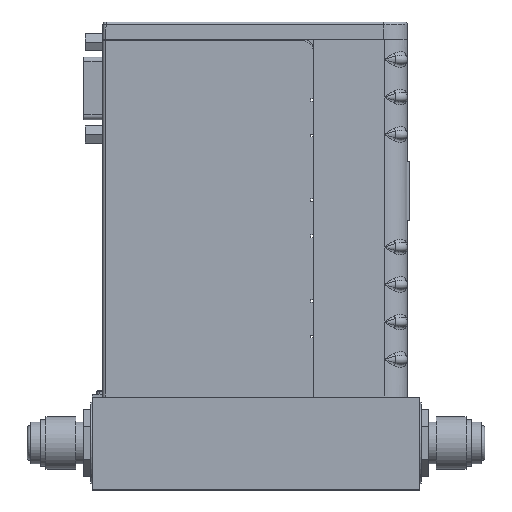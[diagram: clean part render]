
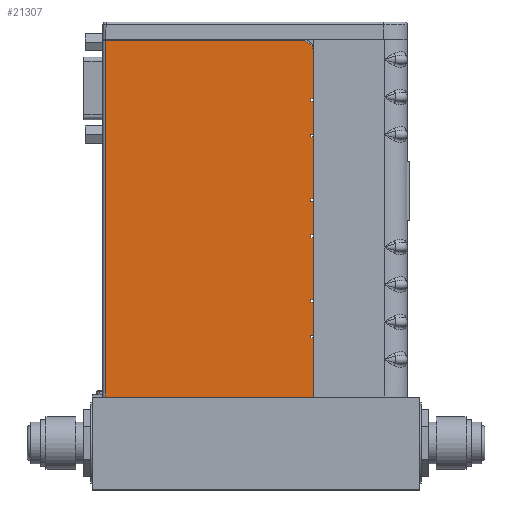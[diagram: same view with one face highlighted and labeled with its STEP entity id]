
A CAD part, top view. The second image highlights one B-rep face of the part: STEP entity #21307.
In plain terms, the highlighted planar face has unit normal (0, 0, 1).
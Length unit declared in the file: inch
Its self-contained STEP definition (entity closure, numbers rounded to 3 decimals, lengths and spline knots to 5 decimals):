
#18581=DIRECTION('',(-1.,0.,0.));
#18582=VECTOR('',#18581,2.091);
#18583=CARTESIAN_POINT('',(2.125,3.8,0.5625));
#18584=LINE('',#18583,#18582);
#18623=DIRECTION('',(1.,0.,0.));
#18624=VECTOR('',#18623,0.03);
#18625=CARTESIAN_POINT('',(2.22,3.185,0.5625));
#18626=LINE('',#18625,#18624);
#18631=DIRECTION('',(1.,0.,0.));
#18632=VECTOR('',#18631,0.03);
#18633=CARTESIAN_POINT('',(2.22,0.63,0.5625));
#18634=LINE('',#18633,#18632);
#18635=DIRECTION('',(0.,-1.,0.));
#18636=VECTOR('',#18635,0.63);
#18637=CARTESIAN_POINT('',(2.25,0.63,0.5625));
#18638=LINE('',#18637,#18636);
#18639=DIRECTION('',(-1.,0.,0.));
#18640=VECTOR('',#18639,2.216);
#18641=CARTESIAN_POINT('',(2.25,0.,0.5625));
#18642=LINE('',#18641,#18640);
#18643=CARTESIAN_POINT('',(2.125,3.675,0.5625));
#18644=DIRECTION('',(0.,0.,-1.));
#18645=DIRECTION('',(0.,1.,0.));
#18646=AXIS2_PLACEMENT_3D('',#18643,#18644,#18645);
#18648=DIRECTION('',(0.,-1.,0.));
#18649=VECTOR('',#18648,0.49);
#18650=CARTESIAN_POINT('',(2.25,3.675,0.5625));
#18651=LINE('',#18650,#18649);
#18652=DIRECTION('',(1.,0.,0.));
#18653=VECTOR('',#18652,0.03);
#18654=CARTESIAN_POINT('',(2.22,3.155,0.5625));
#18655=LINE('',#18654,#18653);
#18656=DIRECTION('',(0.,-1.,0.));
#18657=VECTOR('',#18656,0.35);
#18658=CARTESIAN_POINT('',(2.25,3.155,0.5625));
#18659=LINE('',#18658,#18657);
#18660=DIRECTION('',(1.,0.,0.));
#18661=VECTOR('',#18660,0.03);
#18662=CARTESIAN_POINT('',(2.22,2.775,0.5625));
#18663=LINE('',#18662,#18661);
#18664=DIRECTION('',(0.,-1.,0.));
#18665=VECTOR('',#18664,0.66);
#18666=CARTESIAN_POINT('',(2.25,2.775,0.5625));
#18667=LINE('',#18666,#18665);
#18668=DIRECTION('',(1.,0.,0.));
#18669=VECTOR('',#18668,0.03);
#18670=CARTESIAN_POINT('',(2.22,2.085,0.5625));
#18671=LINE('',#18670,#18669);
#18672=DIRECTION('',(0.,-1.,0.));
#18673=VECTOR('',#18672,0.355);
#18674=CARTESIAN_POINT('',(2.25,2.085,0.5625));
#18675=LINE('',#18674,#18673);
#18676=DIRECTION('',(1.,0.,0.));
#18677=VECTOR('',#18676,0.03);
#18678=CARTESIAN_POINT('',(2.22,1.7,0.5625));
#18679=LINE('',#18678,#18677);
#18680=DIRECTION('',(0.,-1.,0.));
#18681=VECTOR('',#18680,0.66);
#18682=CARTESIAN_POINT('',(2.25,1.7,0.5625));
#18683=LINE('',#18682,#18681);
#18684=DIRECTION('',(1.,0.,0.));
#18685=VECTOR('',#18684,0.03);
#18686=CARTESIAN_POINT('',(2.22,1.01,0.5625));
#18687=LINE('',#18686,#18685);
#18688=DIRECTION('',(0.,-1.,0.));
#18689=VECTOR('',#18688,0.35);
#18690=CARTESIAN_POINT('',(2.25,1.01,0.5625));
#18691=LINE('',#18690,#18689);
#18692=DIRECTION('',(0.,1.,0.));
#18693=VECTOR('',#18692,0.03);
#18694=CARTESIAN_POINT('',(2.22,0.63,0.5625));
#18695=LINE('',#18694,#18693);
#18723=DIRECTION('',(1.,0.,0.));
#18724=VECTOR('',#18723,0.03);
#18725=CARTESIAN_POINT('',(2.22,0.66,0.5625));
#18726=LINE('',#18725,#18724);
#18859=DIRECTION('',(0.,1.,0.));
#18860=VECTOR('',#18859,0.03);
#18861=CARTESIAN_POINT('',(2.22,1.01,0.5625));
#18862=LINE('',#18861,#18860);
#18867=DIRECTION('',(1.,0.,0.));
#18868=VECTOR('',#18867,0.03);
#18869=CARTESIAN_POINT('',(2.22,1.04,0.5625));
#18870=LINE('',#18869,#18868);
#18891=DIRECTION('',(0.,1.,0.));
#18892=VECTOR('',#18891,0.03);
#18893=CARTESIAN_POINT('',(2.22,1.7,0.5625));
#18894=LINE('',#18893,#18892);
#18921=DIRECTION('',(1.,0.,0.));
#18922=VECTOR('',#18921,0.03);
#18923=CARTESIAN_POINT('',(2.22,1.73,0.5625));
#18924=LINE('',#18923,#18922);
#18995=DIRECTION('',(0.,1.,0.));
#18996=VECTOR('',#18995,0.03);
#18997=CARTESIAN_POINT('',(2.22,2.085,0.5625));
#18998=LINE('',#18997,#18996);
#19003=DIRECTION('',(1.,0.,0.));
#19004=VECTOR('',#19003,0.03);
#19005=CARTESIAN_POINT('',(2.22,2.115,0.5625));
#19006=LINE('',#19005,#19004);
#19027=DIRECTION('',(0.,1.,0.));
#19028=VECTOR('',#19027,0.03);
#19029=CARTESIAN_POINT('',(2.22,2.775,0.5625));
#19030=LINE('',#19029,#19028);
#19058=DIRECTION('',(1.,0.,0.));
#19059=VECTOR('',#19058,0.03);
#19060=CARTESIAN_POINT('',(2.22,2.805,0.5625));
#19061=LINE('',#19060,#19059);
#19133=DIRECTION('',(0.,1.,0.));
#19134=VECTOR('',#19133,0.03);
#19135=CARTESIAN_POINT('',(2.22,3.155,0.5625));
#19136=LINE('',#19135,#19134);
#19208=DIRECTION('',(0.,-1.,0.));
#19209=VECTOR('',#19208,3.8);
#19210=CARTESIAN_POINT('',(0.034,3.8,0.5625));
#19211=LINE('',#19210,#19209);
#19454=CARTESIAN_POINT('',(0.034,0.,0.5625));
#19455=VERTEX_POINT('',#19454);
#19456=CARTESIAN_POINT('',(2.25,0.,0.5625));
#19457=VERTEX_POINT('',#19456);
#19640=CARTESIAN_POINT('',(2.22,0.63,0.5625));
#19641=CARTESIAN_POINT('',(2.22,0.66,0.5625));
#19642=VERTEX_POINT('',#19640);
#19643=VERTEX_POINT('',#19641);
#19652=CARTESIAN_POINT('',(2.25,0.63,0.5625));
#19653=VERTEX_POINT('',#19652);
#19654=CARTESIAN_POINT('',(0.034,3.8,0.5625));
#19655=VERTEX_POINT('',#19654);
#19656=CARTESIAN_POINT('',(2.125,3.8,0.5625));
#19657=VERTEX_POINT('',#19656);
#19658=CARTESIAN_POINT('',(2.25,3.675,0.5625));
#19659=VERTEX_POINT('',#19658);
#19660=CARTESIAN_POINT('',(2.25,3.185,0.5625));
#19661=VERTEX_POINT('',#19660);
#19662=CARTESIAN_POINT('',(2.22,3.185,0.5625));
#19663=VERTEX_POINT('',#19662);
#19664=CARTESIAN_POINT('',(2.22,3.155,0.5625));
#19665=VERTEX_POINT('',#19664);
#19666=CARTESIAN_POINT('',(2.25,3.155,0.5625));
#19667=VERTEX_POINT('',#19666);
#19668=CARTESIAN_POINT('',(2.25,2.805,0.5625));
#19669=VERTEX_POINT('',#19668);
#19670=CARTESIAN_POINT('',(2.22,2.805,0.5625));
#19671=VERTEX_POINT('',#19670);
#19672=CARTESIAN_POINT('',(2.22,2.775,0.5625));
#19673=VERTEX_POINT('',#19672);
#19674=CARTESIAN_POINT('',(2.25,2.775,0.5625));
#19675=VERTEX_POINT('',#19674);
#19676=CARTESIAN_POINT('',(2.25,2.115,0.5625));
#19677=VERTEX_POINT('',#19676);
#19678=CARTESIAN_POINT('',(2.22,2.115,0.5625));
#19679=VERTEX_POINT('',#19678);
#19680=CARTESIAN_POINT('',(2.22,2.085,0.5625));
#19681=VERTEX_POINT('',#19680);
#19682=CARTESIAN_POINT('',(2.25,2.085,0.5625));
#19683=VERTEX_POINT('',#19682);
#19684=CARTESIAN_POINT('',(2.25,1.73,0.5625));
#19685=VERTEX_POINT('',#19684);
#19686=CARTESIAN_POINT('',(2.22,1.73,0.5625));
#19687=VERTEX_POINT('',#19686);
#19688=CARTESIAN_POINT('',(2.22,1.7,0.5625));
#19689=VERTEX_POINT('',#19688);
#19690=CARTESIAN_POINT('',(2.25,1.7,0.5625));
#19691=VERTEX_POINT('',#19690);
#19692=CARTESIAN_POINT('',(2.25,1.04,0.5625));
#19693=VERTEX_POINT('',#19692);
#19694=CARTESIAN_POINT('',(2.22,1.04,0.5625));
#19695=VERTEX_POINT('',#19694);
#19696=CARTESIAN_POINT('',(2.22,1.01,0.5625));
#19697=VERTEX_POINT('',#19696);
#19698=CARTESIAN_POINT('',(2.25,1.01,0.5625));
#19699=VERTEX_POINT('',#19698);
#19700=CARTESIAN_POINT('',(2.25,0.66,0.5625));
#19701=VERTEX_POINT('',#19700);
#21246=CARTESIAN_POINT('',(0.,0.,0.5625));
#21247=DIRECTION('',(0.,0.,1.));
#21248=DIRECTION('',(1.,0.,0.));
#21249=AXIS2_PLACEMENT_3D('',#21246,#21247,#21248);
#21250=PLANE('',#21249);
#21252=ORIENTED_EDGE('',*,*,#21251,.F.);
#21254=ORIENTED_EDGE('',*,*,#21253,.T.);
#21256=ORIENTED_EDGE('',*,*,#21255,.T.);
#21258=ORIENTED_EDGE('',*,*,#21257,.T.);
#21260=ORIENTED_EDGE('',*,*,#21259,.F.);
#21261=ORIENTED_EDGE('',*,*,#21187,.F.);
#21262=ORIENTED_EDGE('',*,*,#21208,.T.);
#21263=ORIENTED_EDGE('',*,*,#21223,.T.);
#21264=ORIENTED_EDGE('',*,*,#21236,.F.);
#21266=ORIENTED_EDGE('',*,*,#21265,.F.);
#21268=ORIENTED_EDGE('',*,*,#21267,.T.);
#21270=ORIENTED_EDGE('',*,*,#21269,.T.);
#21272=ORIENTED_EDGE('',*,*,#21271,.F.);
#21274=ORIENTED_EDGE('',*,*,#21273,.F.);
#21276=ORIENTED_EDGE('',*,*,#21275,.T.);
#21278=ORIENTED_EDGE('',*,*,#21277,.T.);
#21280=ORIENTED_EDGE('',*,*,#21279,.F.);
#21282=ORIENTED_EDGE('',*,*,#21281,.F.);
#21284=ORIENTED_EDGE('',*,*,#21283,.T.);
#21286=ORIENTED_EDGE('',*,*,#21285,.T.);
#21288=ORIENTED_EDGE('',*,*,#21287,.F.);
#21290=ORIENTED_EDGE('',*,*,#21289,.F.);
#21292=ORIENTED_EDGE('',*,*,#21291,.T.);
#21294=ORIENTED_EDGE('',*,*,#21293,.T.);
#21296=ORIENTED_EDGE('',*,*,#21295,.F.);
#21298=ORIENTED_EDGE('',*,*,#21297,.F.);
#21300=ORIENTED_EDGE('',*,*,#21299,.T.);
#21302=ORIENTED_EDGE('',*,*,#21301,.T.);
#21304=ORIENTED_EDGE('',*,*,#21303,.F.);
#21305=EDGE_LOOP('',(#21252,#21254,#21256,#21258,#21260,#21261,#21262,#21263,
#21264,#21266,#21268,#21270,#21272,#21274,#21276,#21278,#21280,#21282,#21284,
#21286,#21288,#21290,#21292,#21294,#21296,#21298,#21300,#21302,#21304));
#21306=FACE_OUTER_BOUND('',#21305,.F.);
#21307=ADVANCED_FACE('',(#21306),#21250,.T.);
#18647=CIRCLE('',#18646,0.125);
#21187=EDGE_CURVE('',#19657,#19655,#18584,.T.);
#21208=EDGE_CURVE('',#19657,#19659,#18647,.T.);
#21223=EDGE_CURVE('',#19659,#19661,#18651,.T.);
#21236=EDGE_CURVE('',#19663,#19661,#18626,.T.);
#21251=EDGE_CURVE('',#19642,#19643,#18695,.T.);
#21253=EDGE_CURVE('',#19642,#19653,#18634,.T.);
#21255=EDGE_CURVE('',#19653,#19457,#18638,.T.);
#21257=EDGE_CURVE('',#19457,#19455,#18642,.T.);
#21259=EDGE_CURVE('',#19655,#19455,#19211,.T.);
#21265=EDGE_CURVE('',#19665,#19663,#19136,.T.);
#21267=EDGE_CURVE('',#19665,#19667,#18655,.T.);
#21269=EDGE_CURVE('',#19667,#19669,#18659,.T.);
#21271=EDGE_CURVE('',#19671,#19669,#19061,.T.);
#21273=EDGE_CURVE('',#19673,#19671,#19030,.T.);
#21275=EDGE_CURVE('',#19673,#19675,#18663,.T.);
#21277=EDGE_CURVE('',#19675,#19677,#18667,.T.);
#21279=EDGE_CURVE('',#19679,#19677,#19006,.T.);
#21281=EDGE_CURVE('',#19681,#19679,#18998,.T.);
#21283=EDGE_CURVE('',#19681,#19683,#18671,.T.);
#21285=EDGE_CURVE('',#19683,#19685,#18675,.T.);
#21287=EDGE_CURVE('',#19687,#19685,#18924,.T.);
#21289=EDGE_CURVE('',#19689,#19687,#18894,.T.);
#21291=EDGE_CURVE('',#19689,#19691,#18679,.T.);
#21293=EDGE_CURVE('',#19691,#19693,#18683,.T.);
#21295=EDGE_CURVE('',#19695,#19693,#18870,.T.);
#21297=EDGE_CURVE('',#19697,#19695,#18862,.T.);
#21299=EDGE_CURVE('',#19697,#19699,#18687,.T.);
#21301=EDGE_CURVE('',#19699,#19701,#18691,.T.);
#21303=EDGE_CURVE('',#19643,#19701,#18726,.T.);
